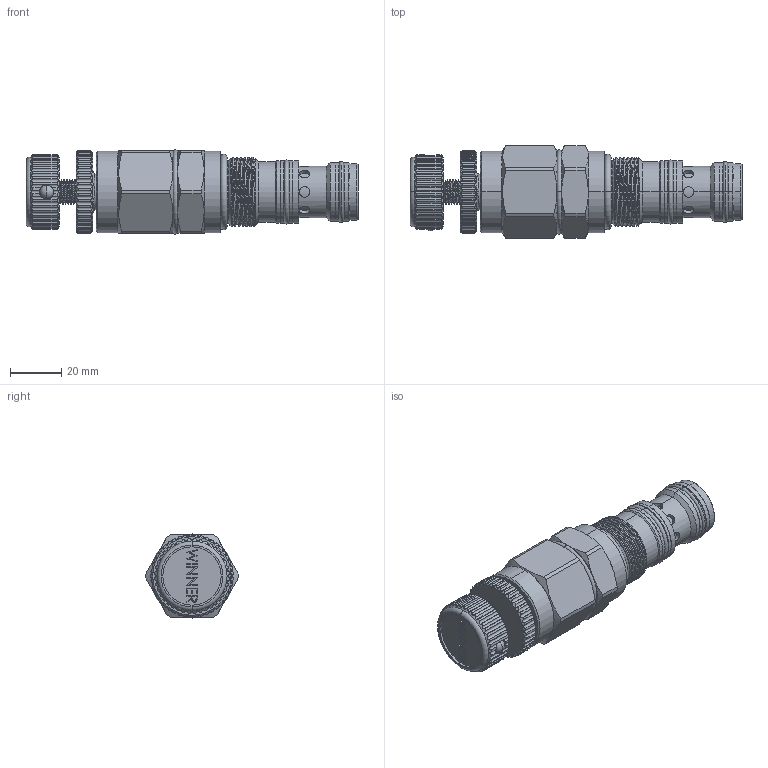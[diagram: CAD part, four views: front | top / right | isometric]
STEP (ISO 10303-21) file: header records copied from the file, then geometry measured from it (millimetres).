
FILE_DESCRIPTION (( 'STEP AP203' ), '1' );
FILE_NAME ('CA27M3D(3H)-K.STEP', '2021-06-24T05:01:43', ( '' ), ( '' ), 'SwSTEP 2.0', 'SolidWorks 2018', '' );
FILE_SCHEMA (( 'CONFIG_CONTROL_DESIGN' ));
Length unit declared in the file: millimetre
Products named in the file (1): CA27M3D(3H)-K
Bounding box: 129.4 x 36.1 x 32.88 mm (x, y, z)
Volume: 77735.6 mm3; surface area: 18761.3 mm2
Topology: 2 solids, 2 shells, 549 faces, 1469 edges, 961 vertices
Faces by surface type: cylinder 354, plane 117, cone 47, bspline 15, torus 14, sphere 2
Entity records: 30456 total; most frequent: CARTESIAN_POINT 17319, ORIENTED_EDGE 2938, DIRECTION 2474, EDGE_CURVE 1469, VERTEX_POINT 961, AXIS2_PLACEMENT_3D 930, VECTOR 614, LINE 614
